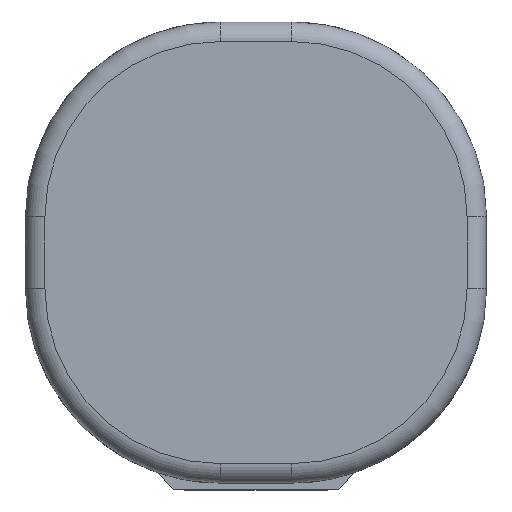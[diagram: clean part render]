
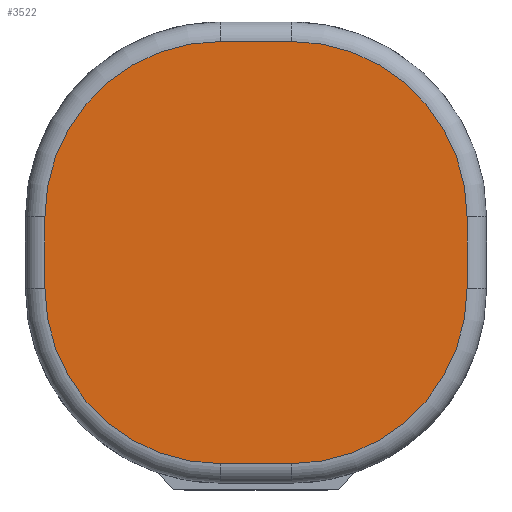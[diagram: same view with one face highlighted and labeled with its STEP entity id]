
A CAD part, front view. The second image highlights one B-rep face of the part: STEP entity #3522.
In plain terms, the highlighted planar face has unit normal (0, -1, 0).
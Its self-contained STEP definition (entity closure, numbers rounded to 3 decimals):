
#83 = CARTESIAN_POINT ( 'NONE',  ( 32.5, 0., -5.5 ) ) ;
#155 = VECTOR ( 'NONE', #3737, 1000. ) ;
#226 = ORIENTED_EDGE ( 'NONE', *, *, #2454, .T. ) ;
#332 = DIRECTION ( 'NONE',  ( 0., 0., -1. ) ) ;
#344 = LINE ( 'NONE', #4378, #155 ) ;
#393 = DIRECTION ( 'NONE',  ( 0., 0., -1. ) ) ;
#451 = VERTEX_POINT ( 'NONE', #1447 ) ;
#454 = EDGE_CURVE ( 'NONE', #2530, #2382, #3440, .T. ) ;
#524 = VECTOR ( 'NONE', #1104, 1000. ) ;
#528 = ORIENTED_EDGE ( 'NONE', *, *, #454, .T. ) ;
#556 = CARTESIAN_POINT ( 'NONE',  ( -32.5, 0., 5.5 ) ) ;
#570 = EDGE_CURVE ( 'NONE', #451, #1526, #3914, .T. ) ;
#914 = DIRECTION ( 'NONE',  ( 0., 0., -1. ) ) ;
#965 = AXIS2_PLACEMENT_3D ( 'NONE', #2529, #3673, #332 ) ;
#1039 = PLANE ( 'NONE',  #1617 ) ;
#1056 = EDGE_CURVE ( 'NONE', #2382, #451, #2606, .T. ) ;
#1104 = DIRECTION ( 'NONE',  ( 1., 0., 0. ) ) ;
#1255 = VECTOR ( 'NONE', #4493, 1000. ) ;
#1447 = CARTESIAN_POINT ( 'NONE',  ( -5.5, 0., 32.5 ) ) ;
#1526 = VERTEX_POINT ( 'NONE', #556 ) ;
#1574 = CARTESIAN_POINT ( 'NONE',  ( 5.5, 0., 32.5 ) ) ;
#1613 = CARTESIAN_POINT ( 'NONE',  ( -32.5, 0., -5.5 ) ) ;
#1617 = AXIS2_PLACEMENT_3D ( 'NONE', #4797, #4376, #2615 ) ;
#1635 = ORIENTED_EDGE ( 'NONE', *, *, #2755, .T. ) ;
#1649 = LINE ( 'NONE', #1721, #3570 ) ;
#1721 = CARTESIAN_POINT ( 'NONE',  ( -32.5, 0., -5.5 ) ) ;
#1732 = VERTEX_POINT ( 'NONE', #83 ) ;
#1761 = LINE ( 'NONE', #3258, #524 ) ;
#1766 = VERTEX_POINT ( 'NONE', #1613 ) ;
#1796 = AXIS2_PLACEMENT_3D ( 'NONE', #4428, #2880, #2518 ) ;
#1928 = AXIS2_PLACEMENT_3D ( 'NONE', #4623, #2393, #2829 ) ;
#1978 = AXIS2_PLACEMENT_3D ( 'NONE', #2666, #2943, #393 ) ;
#2337 = CIRCLE ( 'NONE', #1796, 27. ) ;
#2382 = VERTEX_POINT ( 'NONE', #1574 ) ;
#2393 = DIRECTION ( 'NONE',  ( 0., -1., 0. ) ) ;
#2454 = EDGE_CURVE ( 'NONE', #1766, #4755, #2337, .T. ) ;
#2479 = ORIENTED_EDGE ( 'NONE', *, *, #3843, .T. ) ;
#2498 = EDGE_CURVE ( 'NONE', #1732, #2530, #344, .T. ) ;
#2518 = DIRECTION ( 'NONE',  ( 0., 0., -1. ) ) ;
#2529 = CARTESIAN_POINT ( 'NONE',  ( 5.5, 0., 5.5 ) ) ;
#2530 = VERTEX_POINT ( 'NONE', #4105 ) ;
#2606 = LINE ( 'NONE', #4092, #1255 ) ;
#2615 = DIRECTION ( 'NONE',  ( 0., 0., -1. ) ) ;
#2666 = CARTESIAN_POINT ( 'NONE',  ( -5.5, 0., 5.5 ) ) ;
#2686 = EDGE_LOOP ( 'NONE', ( #528, #2767, #3357, #1635, #226, #4004, #2479, #4632 ) ) ;
#2755 = EDGE_CURVE ( 'NONE', #1526, #1766, #1649, .T. ) ;
#2758 = CARTESIAN_POINT ( 'NONE',  ( 5.5, 0., -32.5 ) ) ;
#2767 = ORIENTED_EDGE ( 'NONE', *, *, #1056, .T. ) ;
#2800 = VERTEX_POINT ( 'NONE', #2758 ) ;
#2829 = DIRECTION ( 'NONE',  ( 0., 0., -1. ) ) ;
#2880 = DIRECTION ( 'NONE',  ( 0., -1., 0. ) ) ;
#2943 = DIRECTION ( 'NONE',  ( 0., -1., 0. ) ) ;
#3038 = CARTESIAN_POINT ( 'NONE',  ( -5.5, 0., -32.5 ) ) ;
#3258 = CARTESIAN_POINT ( 'NONE',  ( 5.5, 0., -32.5 ) ) ;
#3357 = ORIENTED_EDGE ( 'NONE', *, *, #570, .T. ) ;
#3440 = CIRCLE ( 'NONE', #965, 27. ) ;
#3522 = ADVANCED_FACE ( 'NONE', ( #4401 ), #1039, .T. ) ;
#3570 = VECTOR ( 'NONE', #914, 1000. ) ;
#3673 = DIRECTION ( 'NONE',  ( 0., -1., 0. ) ) ;
#3737 = DIRECTION ( 'NONE',  ( 0., 0., 1. ) ) ;
#3843 = EDGE_CURVE ( 'NONE', #2800, #1732, #4014, .T. ) ;
#3914 = CIRCLE ( 'NONE', #1978, 27. ) ;
#4004 = ORIENTED_EDGE ( 'NONE', *, *, #4516, .T. ) ;
#4014 = CIRCLE ( 'NONE', #1928, 27. ) ;
#4092 = CARTESIAN_POINT ( 'NONE',  ( -5.5, 0., 32.5 ) ) ;
#4105 = CARTESIAN_POINT ( 'NONE',  ( 32.5, 0., 5.5 ) ) ;
#4376 = DIRECTION ( 'NONE',  ( 0., -1., 0. ) ) ;
#4378 = CARTESIAN_POINT ( 'NONE',  ( 32.5, 0., 5.5 ) ) ;
#4401 = FACE_OUTER_BOUND ( 'NONE', #2686, .T. ) ;
#4428 = CARTESIAN_POINT ( 'NONE',  ( -5.5, 0., -5.5 ) ) ;
#4493 = DIRECTION ( 'NONE',  ( -1., 0., 0. ) ) ;
#4516 = EDGE_CURVE ( 'NONE', #4755, #2800, #1761, .T. ) ;
#4623 = CARTESIAN_POINT ( 'NONE',  ( 5.5, 0., -5.5 ) ) ;
#4632 = ORIENTED_EDGE ( 'NONE', *, *, #2498, .T. ) ;
#4755 = VERTEX_POINT ( 'NONE', #3038 ) ;
#4797 = CARTESIAN_POINT ( 'NONE',  ( -5.5, 0., 5.5 ) ) ;
